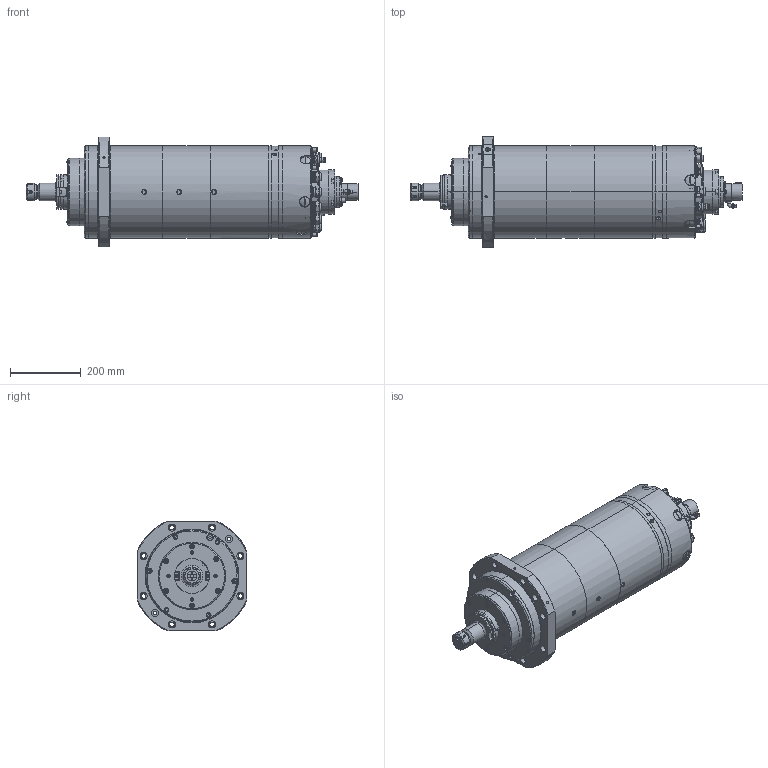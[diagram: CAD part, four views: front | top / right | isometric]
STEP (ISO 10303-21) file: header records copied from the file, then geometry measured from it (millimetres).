
FILE_DESCRIPTION (( 'STEP AP203' ), '1' );
FILE_NAME ('260AI12BFHW-00-.STEP', '2012-11-07T08:37:31', ( '' ), ( '' ), 'SwSTEP 2.0', 'SolidWorks 2012', '' );
FILE_SCHEMA (( 'CONFIG_CONTROL_DESIGN' ));
Length unit declared in the file: millimetre
Products named in the file (1): 260AI12BFHW-00-
Bounding box: 935.76 x 310 x 310 mm (x, y, z)
Surface area: 1004891.9 mm2 (no closed solid volume)
Topology: 0 solids, 178 shells, 1779 faces, 5264 edges, 3671 vertices
Faces by surface type: cylinder 761, plane 691, cone 166, torus 139, bspline 12, sphere 10
Entity records: 63402 total; most frequent: CARTESIAN_POINT 14806, DIRECTION 10968, ORIENTED_EDGE 8598, EDGE_CURVE 5250, AXIS2_PLACEMENT_3D 4247, VERTEX_POINT 3671, CIRCLE 2479, VECTOR 2474
